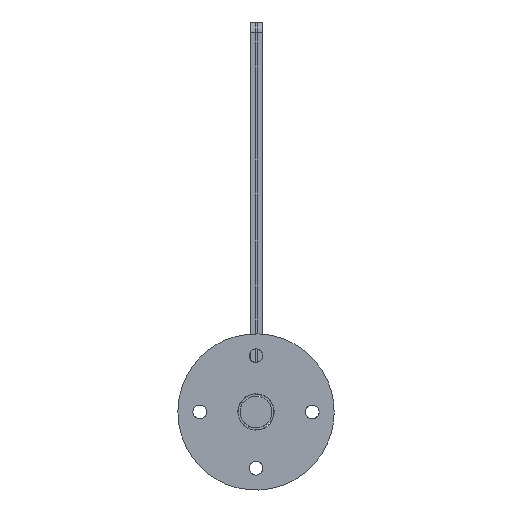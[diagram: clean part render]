
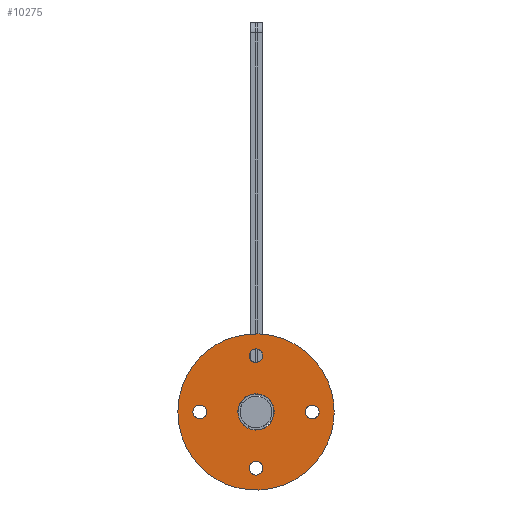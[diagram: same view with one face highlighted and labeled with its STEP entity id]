
A CAD part, front view. The second image highlights one B-rep face of the part: STEP entity #10275.
In plain terms, the highlighted free-form (B-spline) face has degree [1, 1] with [2, 2] control points.
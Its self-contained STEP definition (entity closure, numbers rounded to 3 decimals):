
#9944 = VERTEX_POINT('',#9945);
#9945 = CARTESIAN_POINT('',(25.593,4.431,
    0.));
#9963 = EDGE_CURVE('',#9944,#9944,#9964,.T.);
#9964 = ( BOUNDED_CURVE() B_SPLINE_CURVE(2,(#9965,#9966,#9967,#9968,
#9969,#9970,#9971),.UNSPECIFIED.,.T.,.F.) B_SPLINE_CURVE_WITH_KNOTS((3,2
    ,2,3),(3.142,5.236,7.33,9.425),
.PIECEWISE_BEZIER_KNOTS.) CURVE() GEOMETRIC_REPRESENTATION_ITEM() 
RATIONAL_B_SPLINE_CURVE((1.,0.5,1.,0.5,1.,0.5,1.)) REPRESENTATION_ITEM(
  '') );
#9965 = CARTESIAN_POINT('',(25.593,4.431,
    0.));
#9966 = CARTESIAN_POINT('',(25.593,4.431,
    -55.497));
#9967 = CARTESIAN_POINT('',(-22.469,4.431,
    -27.748));
#9968 = CARTESIAN_POINT('',(-70.53,4.431,
    0.));
#9969 = CARTESIAN_POINT('',(-22.469,4.431,
    27.748));
#9970 = CARTESIAN_POINT('',(25.593,4.431,
    55.497));
#9971 = CARTESIAN_POINT('',(25.593,4.431,
    0.));
#9996 = VERTEX_POINT('',#9997);
#9997 = CARTESIAN_POINT('',(5.706,4.431,99.438
    ));
#10015 = EDGE_CURVE('',#9996,#9996,#10016,.T.);
#10016 = ( BOUNDED_CURVE() B_SPLINE_CURVE(2,(#10017,#10018,#10019,#10020
    ,#10021,#10022,#10023),.UNSPECIFIED.,.T.,.F.) 
B_SPLINE_CURVE_WITH_KNOTS((3,2,2,3),(3.142,5.236,
7.33,9.425),.PIECEWISE_BEZIER_KNOTS.) CURVE() 
GEOMETRIC_REPRESENTATION_ITEM() RATIONAL_B_SPLINE_CURVE((1.,0.5,1.,0.5,
1.,0.5,1.)) REPRESENTATION_ITEM('') );
#10017 = CARTESIAN_POINT('',(5.706,4.431,
    99.438));
#10018 = CARTESIAN_POINT('',(5.706,4.431,
    78.388));
#10019 = CARTESIAN_POINT('',(-12.525,4.431,
    88.913));
#10020 = CARTESIAN_POINT('',(-30.755,4.431,
    99.438));
#10021 = CARTESIAN_POINT('',(-12.525,4.431,
    109.963));
#10022 = CARTESIAN_POINT('',(5.706,4.431,
    120.489));
#10023 = CARTESIAN_POINT('',(5.706,4.431,
    99.438));
#10048 = VERTEX_POINT('',#10049);
#10049 = CARTESIAN_POINT('',(-93.733,4.431,
    0.));
#10067 = EDGE_CURVE('',#10048,#10048,#10068,.T.);
#10068 = ( BOUNDED_CURVE() B_SPLINE_CURVE(2,(#10069,#10070,#10071,#10072
    ,#10073,#10074,#10075),.UNSPECIFIED.,.T.,.F.) 
B_SPLINE_CURVE_WITH_KNOTS((3,2,2,3),(3.142,5.236,
7.33,9.425),.PIECEWISE_BEZIER_KNOTS.) CURVE() 
GEOMETRIC_REPRESENTATION_ITEM() RATIONAL_B_SPLINE_CURVE((1.,0.5,1.,0.5,
1.,0.5,1.)) REPRESENTATION_ITEM('') );
#10069 = CARTESIAN_POINT('',(-93.733,4.431,
    0.));
#10070 = CARTESIAN_POINT('',(-93.733,4.431,
    -21.051));
#10071 = CARTESIAN_POINT('',(-111.963,4.431,
    -10.525));
#10072 = CARTESIAN_POINT('',(-130.193,4.431,
    0.));
#10073 = CARTESIAN_POINT('',(-111.963,4.431,
    10.525));
#10074 = CARTESIAN_POINT('',(-93.733,4.431,
    21.051));
#10075 = CARTESIAN_POINT('',(-93.733,4.431,
    0.));
#10100 = VERTEX_POINT('',#10101);
#10101 = CARTESIAN_POINT('',(5.706,4.431,
    -99.438));
#10119 = EDGE_CURVE('',#10100,#10100,#10120,.T.);
#10120 = ( BOUNDED_CURVE() B_SPLINE_CURVE(2,(#10121,#10122,#10123,#10124
    ,#10125,#10126,#10127),.UNSPECIFIED.,.T.,.F.) 
B_SPLINE_CURVE_WITH_KNOTS((3,2,2,3),(3.142,5.236,
7.33,9.425),.PIECEWISE_BEZIER_KNOTS.) CURVE() 
GEOMETRIC_REPRESENTATION_ITEM() RATIONAL_B_SPLINE_CURVE((1.,0.5,1.,0.5,
1.,0.5,1.)) REPRESENTATION_ITEM('') );
#10121 = CARTESIAN_POINT('',(5.706,4.431,
    -99.438));
#10122 = CARTESIAN_POINT('',(5.706,4.431,
    -120.489));
#10123 = CARTESIAN_POINT('',(-12.525,4.431,
    -109.963));
#10124 = CARTESIAN_POINT('',(-30.755,4.431,
    -99.438));
#10125 = CARTESIAN_POINT('',(-12.525,4.431,
    -88.913));
#10126 = CARTESIAN_POINT('',(5.706,4.431,
    -78.388));
#10127 = CARTESIAN_POINT('',(5.706,4.431,
    -99.438));
#10152 = VERTEX_POINT('',#10153);
#10153 = CARTESIAN_POINT('',(105.144,4.431,
    0.));
#10171 = EDGE_CURVE('',#10152,#10152,#10172,.T.);
#10172 = ( BOUNDED_CURVE() B_SPLINE_CURVE(2,(#10173,#10174,#10175,#10176
    ,#10177,#10178,#10179),.UNSPECIFIED.,.T.,.F.) 
B_SPLINE_CURVE_WITH_KNOTS((3,2,2,3),(3.142,5.236,
7.33,9.425),.PIECEWISE_BEZIER_KNOTS.) CURVE() 
GEOMETRIC_REPRESENTATION_ITEM() RATIONAL_B_SPLINE_CURVE((1.,0.5,1.,0.5,
1.,0.5,1.)) REPRESENTATION_ITEM('') );
#10173 = CARTESIAN_POINT('',(105.144,4.431,
    0.));
#10174 = CARTESIAN_POINT('',(105.144,4.431,
    -21.051));
#10175 = CARTESIAN_POINT('',(86.913,4.431,
    -10.525));
#10176 = CARTESIAN_POINT('',(68.683,4.431,
    0.));
#10177 = CARTESIAN_POINT('',(86.913,4.431,
    10.525));
#10178 = CARTESIAN_POINT('',(105.144,4.431,
    21.051));
#10179 = CARTESIAN_POINT('',(105.144,4.431,
    0.));
#10216 = VERTEX_POINT('',#10217);
#10217 = CARTESIAN_POINT('',(131.661,4.431,
    0.));
#10222 = EDGE_CURVE('',#10216,#10216,#10223,.T.);
#10223 = ( BOUNDED_CURVE() B_SPLINE_CURVE(2,(#10224,#10225,#10226,#10227
    ,#10228,#10229,#10230),.UNSPECIFIED.,.T.,.F.) 
B_SPLINE_CURVE_WITH_KNOTS((3,2,2,3),(3.142,5.236,
7.33,9.425),.PIECEWISE_BEZIER_KNOTS.) CURVE() 
GEOMETRIC_REPRESENTATION_ITEM() RATIONAL_B_SPLINE_CURVE((1.,0.5,1.,0.5,
1.,0.5,1.)) REPRESENTATION_ITEM('') );
#10224 = CARTESIAN_POINT('',(131.661,4.431,
    0.));
#10225 = CARTESIAN_POINT('',(131.661,4.431,
    239.211));
#10226 = CARTESIAN_POINT('',(-75.502,4.431,
    119.606));
#10227 = CARTESIAN_POINT('',(-282.665,4.431,
    0.));
#10228 = CARTESIAN_POINT('',(-75.502,4.431,
    -119.606));
#10229 = CARTESIAN_POINT('',(131.661,4.431,
    -239.211));
#10230 = CARTESIAN_POINT('',(131.661,4.431,
    0.));
#10275 = ADVANCED_FACE('',(#10276,#10279,#10282,#10285,#10288,#10291),
  #10294,.T.);
#10276 = FACE_BOUND('',#10277,.T.);
#10277 = EDGE_LOOP('',(#10278));
#10278 = ORIENTED_EDGE('',*,*,#10222,.T.);
#10279 = FACE_BOUND('',#10280,.T.);
#10280 = EDGE_LOOP('',(#10281));
#10281 = ORIENTED_EDGE('',*,*,#9963,.T.);
#10282 = FACE_BOUND('',#10283,.T.);
#10283 = EDGE_LOOP('',(#10284));
#10284 = ORIENTED_EDGE('',*,*,#10015,.T.);
#10285 = FACE_BOUND('',#10286,.T.);
#10286 = EDGE_LOOP('',(#10287));
#10287 = ORIENTED_EDGE('',*,*,#10067,.T.);
#10288 = FACE_BOUND('',#10289,.T.);
#10289 = EDGE_LOOP('',(#10290));
#10290 = ORIENTED_EDGE('',*,*,#10119,.T.);
#10291 = FACE_BOUND('',#10292,.T.);
#10292 = EDGE_LOOP('',(#10293));
#10293 = ORIENTED_EDGE('',*,*,#10171,.T.);
#10294 = B_SPLINE_SURFACE_WITH_KNOTS('',1,1,(
    (#10295,#10296)
    ,(#10297,#10298
  )),.UNSPECIFIED.,.F.,.F.,.F.,(2,2),(2,2),(-125.,125.),(-125.,125.),
  .PIECEWISE_BEZIER_KNOTS.);
#10295 = CARTESIAN_POINT('',(131.661,4.431,
    -138.109));
#10296 = CARTESIAN_POINT('',(-144.557,4.431,
    -138.109));
#10297 = CARTESIAN_POINT('',(131.661,4.431,
    138.109));
#10298 = CARTESIAN_POINT('',(-144.557,4.431,
    138.109));
